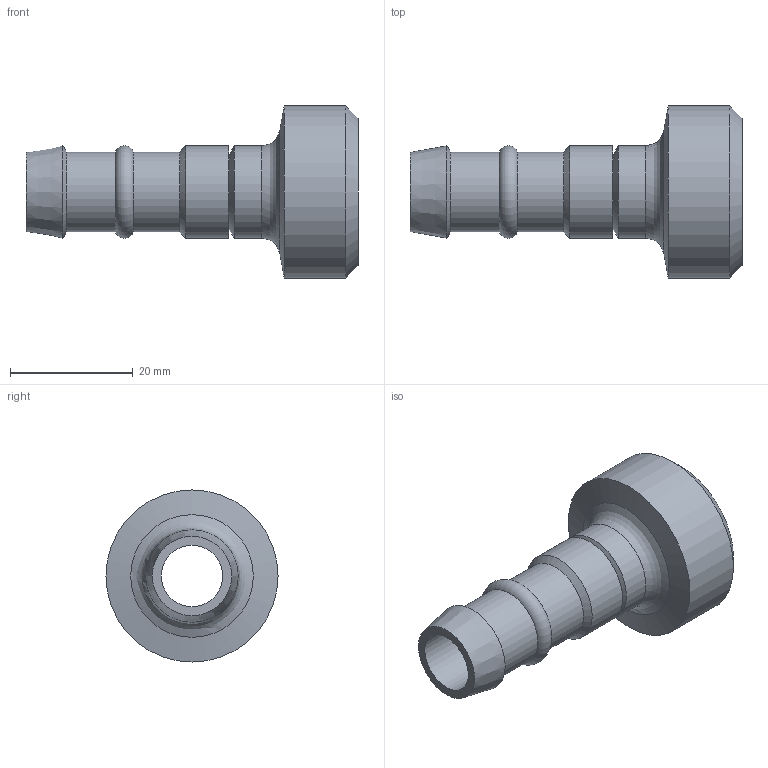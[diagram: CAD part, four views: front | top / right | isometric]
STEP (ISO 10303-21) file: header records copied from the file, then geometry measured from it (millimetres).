
FILE_DESCRIPTION((''),'2;1');
FILE_NAME('13300010X.stp','2010-08-11T10:46:25',('thilbrands'),(''),'Autodesk Inventor 2008','Autodesk Inventor 2008','');
FILE_SCHEMA(('AUTOMOTIVE_DESIGN { 1 0 10303 214 1 1 1 1 }'));
Length unit declared in the file: millimetre
Products named in the file (3): 133000101; 138000101-DN10; ENG-007173-DN10
Assembly tree (2 placements, depth 2):
  133000101
    138000101-DN10
    ENG-007173-DN10
Bounding box: 54 x 28 x 28 mm (x, y, z)
Volume: 8128.7 mm3; surface area: 6064.7 mm2
Topology: 2 solids, 2 shells, 24 faces, 42 edges, 24 vertices
Faces by surface type: cylinder 9, cone 7, plane 6, torus 1, bspline 1
Full cylindrical faces by diameter (mm): 10 x2, 12 x1, 13 x2, 15 x2, 19.8 x1, 28 x1
Entity records: 614 total; most frequent: CARTESIAN_POINT 121, DIRECTION 104, AXIS2_PLACEMENT_3D 52, ORIENTED_EDGE 48, EDGE_LOOP 48, VERTEX_POINT 24, CIRCLE 24, EDGE_CURVE 24
